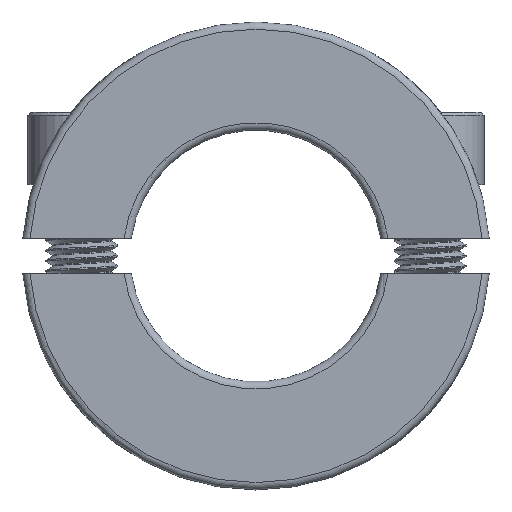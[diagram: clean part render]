
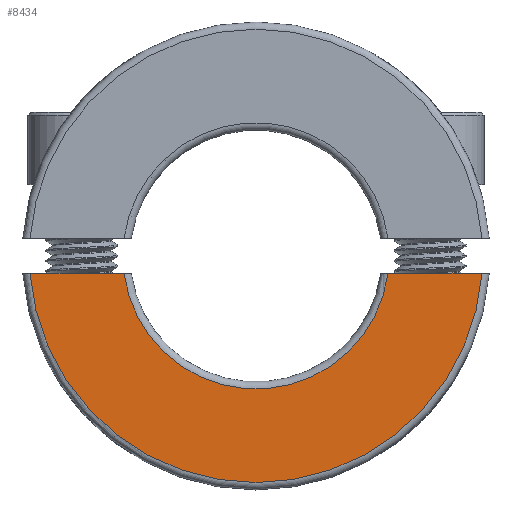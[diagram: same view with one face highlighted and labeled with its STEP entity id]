
A CAD part, top view. The second image highlights one B-rep face of the part: STEP entity #8434.
In plain terms, the highlighted planar face has unit normal (0, 0, 1).
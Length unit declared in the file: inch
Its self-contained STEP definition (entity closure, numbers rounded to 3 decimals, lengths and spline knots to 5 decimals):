
#128 = CARTESIAN_POINT ( 'NONE',  ( 0.78514, -0.06094, 0.25 ) ) ;
#284 = DIRECTION ( 'NONE',  ( 0., 0., 1. ) ) ;
#463 = VERTEX_POINT ( 'NONE', #128 ) ;
#676 = VECTOR ( 'NONE', #9020, 39.37008 ) ;
#1222 = LINE ( 'NONE', #8908, #676 ) ;
#1746 = DIRECTION ( 'NONE',  ( 1., 0., 0. ) ) ;
#2517 = VERTEX_POINT ( 'NONE', #2974 ) ;
#2613 = ORIENTED_EDGE ( 'NONE', *, *, #9590, .T. ) ;
#2974 = CARTESIAN_POINT ( 'NONE',  ( -0.45847, -0.06094, 0.25 ) ) ;
#3203 = VERTEX_POINT ( 'NONE', #9088 ) ;
#3290 = VERTEX_POINT ( 'NONE', #10269 ) ;
#3760 = CARTESIAN_POINT ( 'NONE',  ( 0., 0., 0.25 ) ) ;
#3789 = ORIENTED_EDGE ( 'NONE', *, *, #6898, .T. ) ;
#4149 = DIRECTION ( 'NONE',  ( 1., 0., 0. ) ) ;
#4184 = DIRECTION ( 'NONE',  ( 0., 0., -1. ) ) ;
#4427 = CARTESIAN_POINT ( 'NONE',  ( 0.81021, -0.06094, 0.25 ) ) ;
#5230 = CIRCLE ( 'NONE', #8232, 0.4625 ) ;
#5406 = DIRECTION ( 'NONE',  ( 0., 0., 1. ) ) ;
#5517 = AXIS2_PLACEMENT_3D ( 'NONE', #3760, #284, #10062 ) ;
#6390 = EDGE_CURVE ( 'NONE', #3290, #463, #10752, .T. ) ;
#6407 = EDGE_LOOP ( 'NONE', ( #3789, #6704, #9024, #2613 ) ) ;
#6704 = ORIENTED_EDGE ( 'NONE', *, *, #6390, .T. ) ;
#6765 = LINE ( 'NONE', #4427, #10717 ) ;
#6898 = EDGE_CURVE ( 'NONE', #2517, #3290, #1222, .T. ) ;
#8061 = PLANE ( 'NONE',  #9086 ) ;
#8232 = AXIS2_PLACEMENT_3D ( 'NONE', #9512, #4184, #4149 ) ;
#8434 = ADVANCED_FACE ( 'NONE', ( #11138 ), #8061, .T. ) ;
#8908 = CARTESIAN_POINT ( 'NONE',  ( -0.43324, -0.06094, 0.25 ) ) ;
#9020 = DIRECTION ( 'NONE',  ( -1., 0., 0. ) ) ;
#9024 = ORIENTED_EDGE ( 'NONE', *, *, #9659, .T. ) ;
#9086 = AXIS2_PLACEMENT_3D ( 'NONE', #10639, #5406, #1746 ) ;
#9088 = CARTESIAN_POINT ( 'NONE',  ( 0.45847, -0.06094, 0.25 ) ) ;
#9512 = CARTESIAN_POINT ( 'NONE',  ( 0., 0., 0.25 ) ) ;
#9590 = EDGE_CURVE ( 'NONE', #3203, #2517, #5230, .T. ) ;
#9659 = EDGE_CURVE ( 'NONE', #463, #3203, #6765, .T. ) ;
#10062 = DIRECTION ( 'NONE',  ( 1., 0., 0. ) ) ;
#10269 = CARTESIAN_POINT ( 'NONE',  ( -0.78514, -0.06094, 0.25 ) ) ;
#10639 = CARTESIAN_POINT ( 'NONE',  ( 0., 0., 0.25 ) ) ;
#10717 = VECTOR ( 'NONE', #10721, 39.37008 ) ;
#10721 = DIRECTION ( 'NONE',  ( -1., 0., 0. ) ) ;
#10752 = CIRCLE ( 'NONE', #5517, 0.7875 ) ;
#11138 = FACE_OUTER_BOUND ( 'NONE', #6407, .T. ) ;
